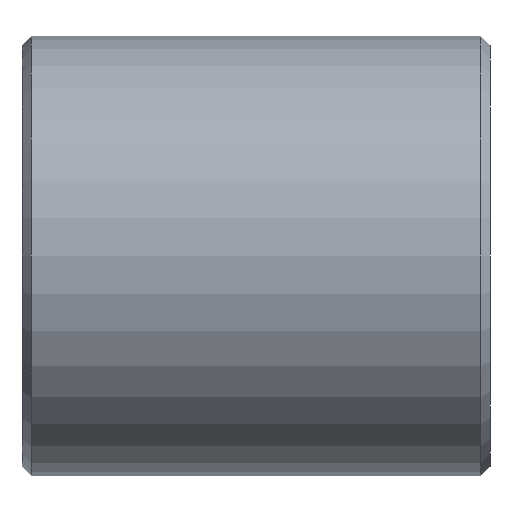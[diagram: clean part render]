
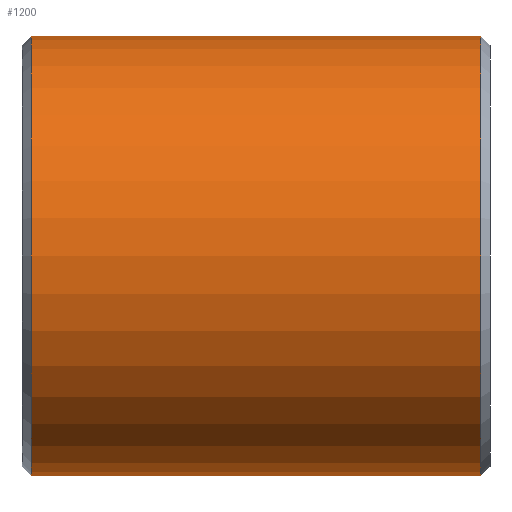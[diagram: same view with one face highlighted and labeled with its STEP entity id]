
A CAD part, left-side view. The second image highlights one B-rep face of the part: STEP entity #1200.
In plain terms, the highlighted cylindrical face has radius 1.55 mm (diameter 3.1 mm), a partial arc.
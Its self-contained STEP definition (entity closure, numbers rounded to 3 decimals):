
#50 = ORIENTED_EDGE ( 'NONE', *, *, #2026, .T. ) ;
#76 = VERTEX_POINT ( 'NONE', #1450 ) ;
#221 = ORIENTED_EDGE ( 'NONE', *, *, #471, .T. ) ;
#239 = CIRCLE ( 'NONE', #791, 1.55 ) ;
#335 = CARTESIAN_POINT ( 'NONE',  ( 0., 1.586, 0. ) ) ;
#471 = EDGE_CURVE ( 'NONE', #76, #1641, #1518, .T. ) ;
#657 = VERTEX_POINT ( 'NONE', #979 ) ;
#687 = CYLINDRICAL_SURFACE ( 'NONE', #1107, 1.55 ) ;
#726 = CARTESIAN_POINT ( 'NONE',  ( 0., 1.586, -1.55 ) ) ;
#761 = DIRECTION ( 'NONE',  ( 0., 1., 0. ) ) ;
#783 = DIRECTION ( 'NONE',  ( 0., 1., 0. ) ) ;
#791 = AXIS2_PLACEMENT_3D ( 'NONE', #795, #783, #2308 ) ;
#795 = CARTESIAN_POINT ( 'NONE',  ( 0., -1.586, 0. ) ) ;
#979 = CARTESIAN_POINT ( 'NONE',  ( 0., -1.586, 1.55 ) ) ;
#1091 = DIRECTION ( 'NONE',  ( 0., 0., 1. ) ) ;
#1107 = AXIS2_PLACEMENT_3D ( 'NONE', #2025, #1440, #1461 ) ;
#1148 = VECTOR ( 'NONE', #761, 1000. ) ;
#1200 = ADVANCED_FACE ( 'NONE', ( #1275 ), #687, .T. ) ;
#1275 = FACE_OUTER_BOUND ( 'NONE', #1360, .T. ) ;
#1283 = DIRECTION ( 'NONE',  ( 0., 1., 0. ) ) ;
#1286 = EDGE_CURVE ( 'NONE', #2215, #1641, #2087, .T. ) ;
#1360 = EDGE_LOOP ( 'NONE', ( #1622, #2417, #50, #221 ) ) ;
#1440 = DIRECTION ( 'NONE',  ( 0., 1., 0. ) ) ;
#1450 = CARTESIAN_POINT ( 'NONE',  ( 0., 1.586, 1.55 ) ) ;
#1461 = DIRECTION ( 'NONE',  ( 0., 0., 1. ) ) ;
#1518 = CIRCLE ( 'NONE', #1797, 1.55 ) ;
#1622 = ORIENTED_EDGE ( 'NONE', *, *, #1286, .F. ) ;
#1641 = VERTEX_POINT ( 'NONE', #726 ) ;
#1771 = EDGE_CURVE ( 'NONE', #2215, #657, #239, .T. ) ;
#1786 = VECTOR ( 'NONE', #1283, 1000. ) ;
#1797 = AXIS2_PLACEMENT_3D ( 'NONE', #335, #2012, #1091 ) ;
#1877 = CARTESIAN_POINT ( 'NONE',  ( 0., -1.65, -1.55 ) ) ;
#1898 = CARTESIAN_POINT ( 'NONE',  ( 0., -1.65, 1.55 ) ) ;
#2012 = DIRECTION ( 'NONE',  ( 0., -1., 0. ) ) ;
#2025 = CARTESIAN_POINT ( 'NONE',  ( 0., -1.65, 0. ) ) ;
#2026 = EDGE_CURVE ( 'NONE', #657, #76, #2076, .T. ) ;
#2076 = LINE ( 'NONE', #1898, #1786 ) ;
#2087 = LINE ( 'NONE', #1877, #1148 ) ;
#2135 = CARTESIAN_POINT ( 'NONE',  ( 0., -1.586, -1.55 ) ) ;
#2215 = VERTEX_POINT ( 'NONE', #2135 ) ;
#2308 = DIRECTION ( 'NONE',  ( 0., 0., 1. ) ) ;
#2417 = ORIENTED_EDGE ( 'NONE', *, *, #1771, .T. ) ;
